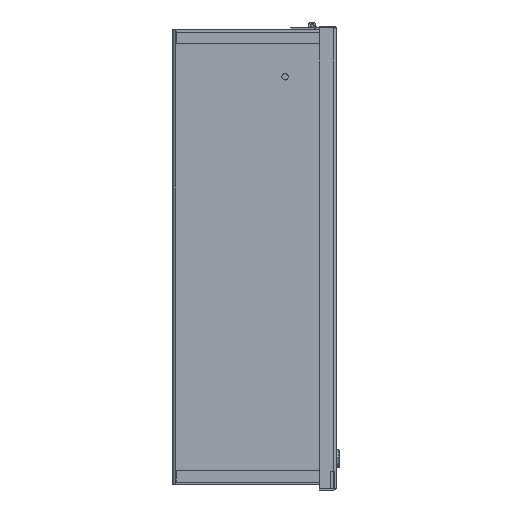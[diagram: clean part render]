
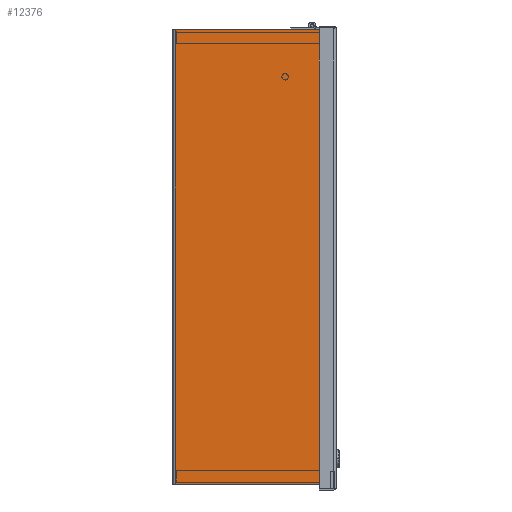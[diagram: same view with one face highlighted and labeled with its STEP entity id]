
A CAD part, front view. The second image highlights one B-rep face of the part: STEP entity #12376.
In plain terms, the highlighted face is planar.
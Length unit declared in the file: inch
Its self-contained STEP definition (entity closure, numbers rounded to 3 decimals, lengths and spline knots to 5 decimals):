
#1886 = DIRECTION ( 'NONE',  ( 0., -1., 0. ) ) ;
#4257 = EDGE_CURVE ( 'NONE', #9377, #7573, #14855, .T. ) ;
#4860 = VECTOR ( 'NONE', #23627, 39.37008 ) ;
#5939 = VERTEX_POINT ( 'NONE', #16681 ) ;
#6381 = LINE ( 'NONE', #15860, #4860 ) ;
#7573 = VERTEX_POINT ( 'NONE', #10156 ) ;
#8410 = ORIENTED_EDGE ( 'NONE', *, *, #4257, .T. ) ;
#9377 = VERTEX_POINT ( 'NONE', #10312 ) ;
#9593 = CARTESIAN_POINT ( 'NONE',  ( -10., -0.072, -10. ) ) ;
#10156 = CARTESIAN_POINT ( 'NONE',  ( -10., -0.108, -10. ) ) ;
#10312 = CARTESIAN_POINT ( 'NONE',  ( -10., -6.892, -10. ) ) ;
#10421 = VECTOR ( 'NONE', #22995, 39.37008 ) ;
#10501 = AXIS2_PLACEMENT_3D ( 'NONE', #17178, #19294, #1886 ) ;
#10536 = VECTOR ( 'NONE', #15242, 39.37008 ) ;
#12376 = ADVANCED_FACE ( 'NONE', ( #18926 ), #23137, .F. ) ;
#14855 = LINE ( 'NONE', #9593, #10536 ) ;
#15191 = EDGE_CURVE ( 'NONE', #9377, #17798, #16374, .T. ) ;
#15242 = DIRECTION ( 'NONE',  ( 0., 1., 0. ) ) ;
#15646 = LINE ( 'NONE', #17040, #10421 ) ;
#15860 = CARTESIAN_POINT ( 'NONE',  ( 10., -0.072, -10. ) ) ;
#16374 = LINE ( 'NONE', #17783, #24303 ) ;
#16681 = CARTESIAN_POINT ( 'NONE',  ( 10., -0.108, -10. ) ) ;
#17040 = CARTESIAN_POINT ( 'NONE',  ( 10., -0.108, -10. ) ) ;
#17085 = ORIENTED_EDGE ( 'NONE', *, *, #15191, .F. ) ;
#17178 = CARTESIAN_POINT ( 'NONE',  ( 10., -0.0625, -10. ) ) ;
#17236 = EDGE_CURVE ( 'NONE', #5939, #17798, #6381, .T. ) ;
#17783 = CARTESIAN_POINT ( 'NONE',  ( 10., -6.892, -10. ) ) ;
#17798 = VERTEX_POINT ( 'NONE', #25221 ) ;
#18926 = FACE_OUTER_BOUND ( 'NONE', #21859, .T. ) ;
#19294 = DIRECTION ( 'NONE',  ( 0., 0., 1. ) ) ;
#19386 = EDGE_CURVE ( 'NONE', #5939, #7573, #15646, .T. ) ;
#19747 = ORIENTED_EDGE ( 'NONE', *, *, #17236, .T. ) ;
#21859 = EDGE_LOOP ( 'NONE', ( #17085, #8410, #22139, #19747 ) ) ;
#22139 = ORIENTED_EDGE ( 'NONE', *, *, #19386, .F. ) ;
#22995 = DIRECTION ( 'NONE',  ( -1., 0., 0. ) ) ;
#23137 = PLANE ( 'NONE',  #10501 ) ;
#23627 = DIRECTION ( 'NONE',  ( 0., -1., 0. ) ) ;
#24025 = DIRECTION ( 'NONE',  ( 1., 0., 0. ) ) ;
#24303 = VECTOR ( 'NONE', #24025, 39.37008 ) ;
#25221 = CARTESIAN_POINT ( 'NONE',  ( 10., -6.892, -10. ) ) ;
